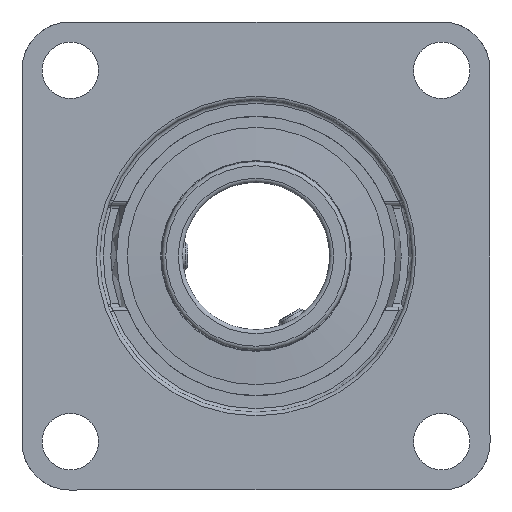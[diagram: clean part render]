
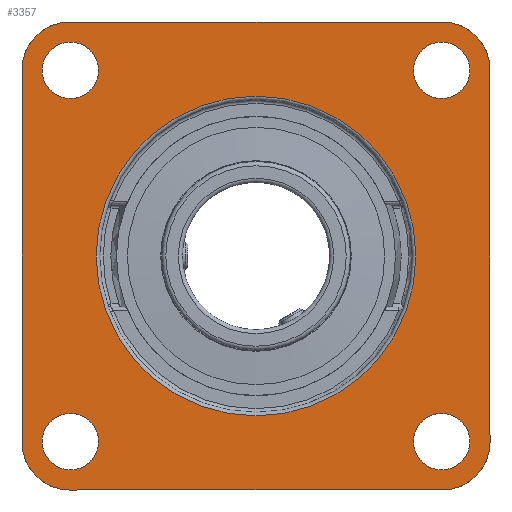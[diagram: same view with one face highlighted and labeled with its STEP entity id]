
A CAD part, left-side view. The second image highlights one B-rep face of the part: STEP entity #3357.
In plain terms, the highlighted face is planar.
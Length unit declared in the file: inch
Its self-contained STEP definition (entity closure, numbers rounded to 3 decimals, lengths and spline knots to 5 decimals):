
#851=VECTOR('',#9103,1.);
#852=VECTOR('',#9104,1.);
#853=VECTOR('',#9107,1.);
#854=VECTOR('',#9108,1.);
#952=LINE('',#5690,#851);
#953=LINE('',#5692,#852);
#954=LINE('',#5696,#853);
#955=LINE('',#5697,#854);
#1204=PLANE('',#3624);
#1287=VERTEX_POINT('',#4745);
#1288=VERTEX_POINT('',#4747);
#1327=VERTEX_POINT('',#5610);
#1328=VERTEX_POINT('',#5612);
#1330=VERTEX_POINT('',#5618);
#1343=VERTEX_POINT('',#5691);
#1344=VERTEX_POINT('',#5693);
#1345=VERTEX_POINT('',#5695);
#1346=VERTEX_POINT('',#5698);
#1347=VERTEX_POINT('',#5701);
#1348=VERTEX_POINT('',#5703);
#1349=VERTEX_POINT('',#5705);
#1350=VERTEX_POINT('',#5707);
#1527=CIRCLE('',#3561,0.468);
#1562=CIRCLE('',#3615,0.468);
#1564=CIRCLE('',#3618,1.56);
#1569=CIRCLE('',#3625,0.468);
#1570=CIRCLE('',#3626,0.468);
#1571=CIRCLE('',#3627,0.27559);
#1572=CIRCLE('',#3628,0.27559);
#1573=CIRCLE('',#3629,0.27559);
#1574=CIRCLE('',#3630,0.27559);
#1749=EDGE_CURVE('',#1287,#1288,#1527,.T.);
#1814=EDGE_CURVE('',#1327,#1328,#1562,.T.);
#1817=EDGE_CURVE('',#1330,#1330,#1564,.T.);
#1830=EDGE_CURVE('',#1343,#1328,#952,.T.);
#1831=EDGE_CURVE('',#1327,#1344,#953,.T.);
#1832=EDGE_CURVE('',#1345,#1344,#1569,.T.);
#1833=EDGE_CURVE('',#1345,#1288,#954,.T.);
#1834=EDGE_CURVE('',#1287,#1346,#955,.T.);
#1835=EDGE_CURVE('',#1343,#1346,#1570,.T.);
#1836=EDGE_CURVE('',#1347,#1347,#1571,.T.);
#1837=EDGE_CURVE('',#1348,#1348,#1572,.T.);
#1838=EDGE_CURVE('',#1349,#1349,#1573,.T.);
#1839=EDGE_CURVE('',#1350,#1350,#1574,.T.);
#2285=ORIENTED_EDGE('',*,*,#1830,.T.);
#2286=ORIENTED_EDGE('',*,*,#1814,.F.);
#2287=ORIENTED_EDGE('',*,*,#1831,.T.);
#2288=ORIENTED_EDGE('',*,*,#1832,.F.);
#2289=ORIENTED_EDGE('',*,*,#1833,.T.);
#2290=ORIENTED_EDGE('',*,*,#1749,.F.);
#2291=ORIENTED_EDGE('',*,*,#1834,.T.);
#2292=ORIENTED_EDGE('',*,*,#1835,.F.);
#2293=ORIENTED_EDGE('',*,*,#1836,.T.);
#2294=ORIENTED_EDGE('',*,*,#1837,.T.);
#2295=ORIENTED_EDGE('',*,*,#1838,.T.);
#2296=ORIENTED_EDGE('',*,*,#1839,.T.);
#2297=ORIENTED_EDGE('',*,*,#1817,.F.);
#2848=EDGE_LOOP('',(#2285,#2286,#2287,#2288,#2289,#2290,#2291,#2292));
#2849=EDGE_LOOP('',(#2293));
#2850=EDGE_LOOP('',(#2294));
#2851=EDGE_LOOP('',(#2295));
#2852=EDGE_LOOP('',(#2296));
#2853=EDGE_LOOP('',(#2297));
#3102=FACE_BOUND('',#2848,.T.);
#3103=FACE_BOUND('',#2849,.T.);
#3104=FACE_BOUND('',#2850,.T.);
#3105=FACE_BOUND('',#2851,.T.);
#3106=FACE_BOUND('',#2852,.T.);
#3107=FACE_BOUND('',#2853,.T.);
#3357=ADVANCED_FACE('',(#3102,#3103,#3104,#3105,#3106,#3107),#1204,.F.);
#3561=AXIS2_PLACEMENT_3D('',#4746,#8961,#8962);
#3615=AXIS2_PLACEMENT_3D('',#5611,#9080,#9081);
#3618=AXIS2_PLACEMENT_3D('',#5617,#9086,#9087);
#3624=AXIS2_PLACEMENT_3D('',#5689,#9102,$);
#3625=AXIS2_PLACEMENT_3D('',#5694,#9105,#9106);
#3626=AXIS2_PLACEMENT_3D('',#5699,#9109,#9110);
#3627=AXIS2_PLACEMENT_3D('',#5700,#9111,#9112);
#3628=AXIS2_PLACEMENT_3D('',#5702,#9113,#9114);
#3629=AXIS2_PLACEMENT_3D('',#5704,#9115,#9116);
#3630=AXIS2_PLACEMENT_3D('',#5706,#9117,#9118);
#4745=CARTESIAN_POINT('',(-1.81546,2.28346,0.));
#4746=CARTESIAN_POINT('',(-1.81546,1.81546,0.));
#4747=CARTESIAN_POINT('',(-2.28346,1.81546,0.));
#5610=CARTESIAN_POINT('',(1.81546,-2.28346,0.));
#5611=CARTESIAN_POINT('',(1.81546,-1.81546,0.));
#5612=CARTESIAN_POINT('',(2.28346,-1.81546,0.));
#5617=CARTESIAN_POINT('',(0.,0.,0.));
#5618=CARTESIAN_POINT('',(0.,1.56,0.));
#5689=CARTESIAN_POINT('',(0.,0.,0.));
#5690=CARTESIAN_POINT('',(2.28346,1.81546,0.));
#5691=CARTESIAN_POINT('',(2.28346,1.81546,0.));
#5692=CARTESIAN_POINT('',(1.81546,-2.28346,0.));
#5693=CARTESIAN_POINT('',(-1.81546,-2.28346,0.));
#5694=CARTESIAN_POINT('',(-1.81546,-1.81546,0.));
#5695=CARTESIAN_POINT('',(-2.28346,-1.81546,0.));
#5696=CARTESIAN_POINT('',(-2.28346,-1.81546,0.));
#5697=CARTESIAN_POINT('',(-1.81546,2.28346,0.));
#5698=CARTESIAN_POINT('',(1.81546,2.28346,0.));
#5699=CARTESIAN_POINT('',(1.81546,1.81546,0.));
#5700=CARTESIAN_POINT('',(-1.81102,1.81102,0.));
#5701=CARTESIAN_POINT('',(-2.08661,1.81102,0.));
#5702=CARTESIAN_POINT('',(-1.81102,-1.81102,0.));
#5703=CARTESIAN_POINT('',(-1.81102,-2.08661,0.));
#5704=CARTESIAN_POINT('',(1.81102,-1.81102,0.));
#5705=CARTESIAN_POINT('',(2.08661,-1.81102,0.));
#5706=CARTESIAN_POINT('',(1.81102,1.81102,0.));
#5707=CARTESIAN_POINT('',(1.81102,2.08661,0.));
#8961=DIRECTION('',(0.,0.,1.));
#8962=DIRECTION('',(0.468,0.,0.));
#9080=DIRECTION('',(0.,0.,1.));
#9081=DIRECTION('',(0.468,0.,0.));
#9086=DIRECTION('',(0.,0.,-1.));
#9087=DIRECTION('',(0.,-1.56,0.));
#9102=DIRECTION('',(0.,0.,1.));
#9103=DIRECTION('',(0.,-1.,0.));
#9104=DIRECTION('',(-1.,0.,0.));
#9105=DIRECTION('',(0.,0.,1.));
#9106=DIRECTION('',(0.468,0.,0.));
#9107=DIRECTION('',(0.,1.,0.));
#9108=DIRECTION('',(1.,0.,0.));
#9109=DIRECTION('',(0.,0.,1.));
#9110=DIRECTION('',(0.468,0.,0.));
#9111=DIRECTION('',(0.,0.,1.));
#9112=DIRECTION('',(0.276,0.,0.));
#9113=DIRECTION('',(0.,0.,1.));
#9114=DIRECTION('',(0.,0.276,0.));
#9115=DIRECTION('',(0.,0.,1.));
#9116=DIRECTION('',(-0.276,0.,0.));
#9117=DIRECTION('',(0.,0.,1.));
#9118=DIRECTION('',(0.,-0.276,0.));
